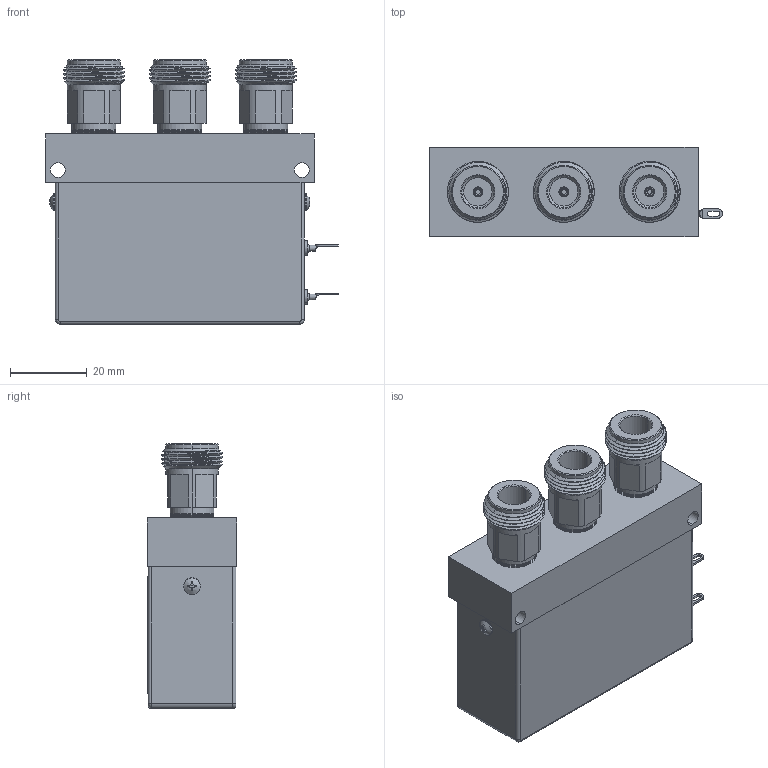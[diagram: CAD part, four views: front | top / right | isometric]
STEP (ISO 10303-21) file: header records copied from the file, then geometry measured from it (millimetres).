
FILE_DESCRIPTION (( 'STEP AP214' ), '1' );
FILE_NAME ('FMSW6397_3D.step', '2025-04-11T14:28:26', ( '' ), ( '' ), 'SwSTEP 2.0', 'SolidWorks 2022', '' );
FILE_SCHEMA (( 'AUTOMOTIVE_DESIGN' ));
Length unit declared in the file: inch
Products named in the file (1): FMSW6397_3D
Bounding box: 76.2 x 23.37 x 68.83 mm (x, y, z)
Volume: 81444.1 mm3; surface area: 17116.9 mm2
Topology: 1 solids, 1 shells, 1202 faces, 3166 edges, 2074 vertices
Faces by surface type: plane 681, bspline 301, cylinder 125, cone 87, torus 8
Entity records: 57920 total; most frequent: CARTESIAN_POINT 30281, ORIENTED_EDGE 6332, DIRECTION 4574, EDGE_CURVE 3166, VERTEX_POINT 2074, VECTOR 2066, LINE 2066, EDGE_LOOP 1318
